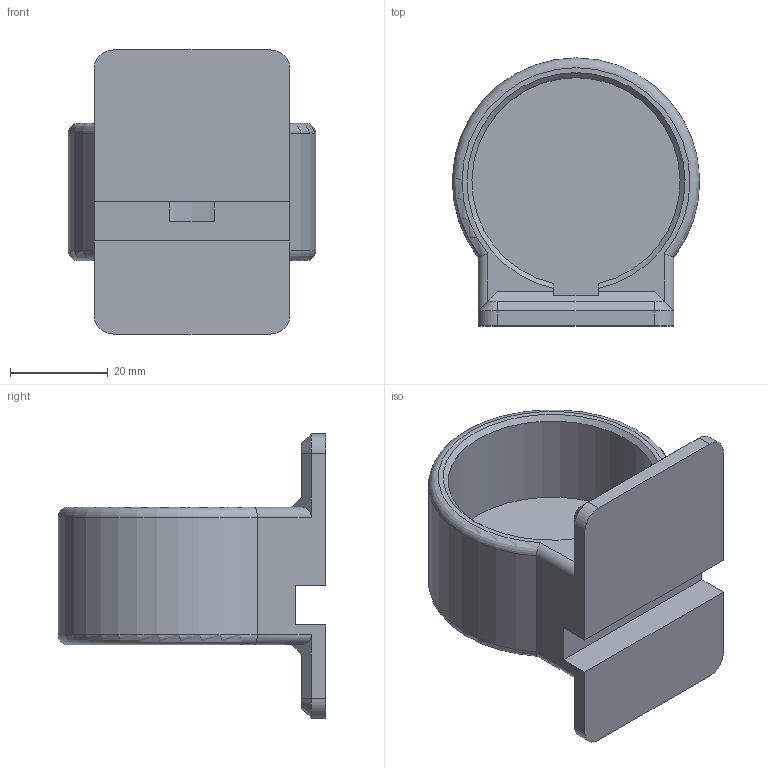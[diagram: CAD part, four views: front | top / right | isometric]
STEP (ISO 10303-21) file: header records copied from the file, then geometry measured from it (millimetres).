
FILE_DESCRIPTION(/* description */ (''),/* implementation_level */ '2;1');
FILE_NAME(/* name */ '7-pin trailer hitch connector dock.step',/* time_stamp */ '2025-04-25T10:31:54-05:00',/* author */ (''),/* organization */ (''),/* preprocessor_version */ 'ST-DEVELOPER v20.1',/* originating_system */ 'Autodesk Translation Framework v14.4.0.0',/* authorisation */ '');
FILE_SCHEMA (('AUTOMOTIVE_DESIGN { 1 0 10303 214 3 1 1 }'));
Length unit declared in the file: millimetre
Products named in the file (2): (Unsaved); Bottom Draining
Assembly tree (1 placements, depth 2):
  (Unsaved)
    Bottom Draining
Bounding box: 50.48 x 54.66 x 58 mm (x, y, z)
Volume: 38859.3 mm3; surface area: 14833.2 mm2
Topology: 1 solids, 1 shells, 42 faces, 112 edges, 70 vertices
Faces by surface type: plane 25, cylinder 10, cone 5, torus 2
Entity records: 1386 total; most frequent: CARTESIAN_POINT 283, ORIENTED_EDGE 224, DIRECTION 219, EDGE_CURVE 112, LINE 83, VECTOR 83, VERTEX_POINT 70, AXIS2_PLACEMENT_3D 68
